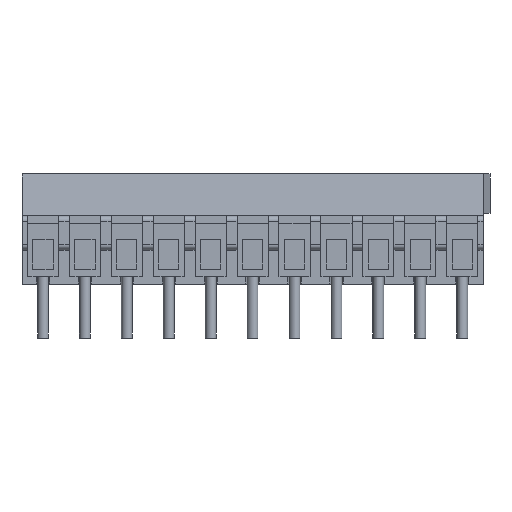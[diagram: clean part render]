
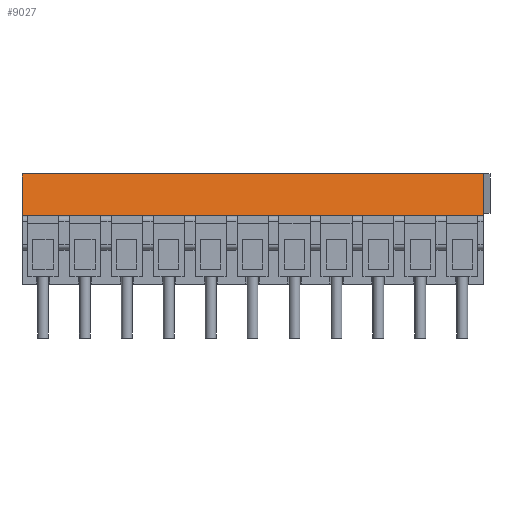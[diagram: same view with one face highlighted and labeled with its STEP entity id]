
A CAD part, front view. The second image highlights one B-rep face of the part: STEP entity #9027.
In plain terms, the highlighted planar face has unit normal (0, -0.985, 0.174).
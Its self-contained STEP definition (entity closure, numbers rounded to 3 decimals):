
#44 = PLANE('',#45);
#45 = AXIS2_PLACEMENT_3D('',#46,#47,#48);
#46 = CARTESIAN_POINT('',(-1.75,-0.574,4.593));
#47 = DIRECTION('',(-1.,-0.,-0.));
#48 = DIRECTION('',(0.,0.,-1.));
#2014 = PLANE('',#2015);
#2015 = AXIS2_PLACEMENT_3D('',#2016,#2017,#2018);
#2016 = CARTESIAN_POINT('',(36.75,-0.574,4.593));
#2017 = DIRECTION('',(1.,0.,0.));
#2018 = DIRECTION('',(0.,0.,1.));
#2198 = VERTEX_POINT('',#2199);
#2199 = CARTESIAN_POINT('',(-1.75,-3.45,5.7));
#2213 = PLANE('',#2214);
#2214 = AXIS2_PLACEMENT_3D('',#2215,#2216,#2217);
#2215 = CARTESIAN_POINT('',(17.5,-3.723,5.7));
#2216 = DIRECTION('',(0.,0.,1.));
#2217 = DIRECTION('',(0.,1.,0.));
#2225 = EDGE_CURVE('',#2226,#2198,#2228,.T.);
#2226 = VERTEX_POINT('',#2227);
#2227 = CARTESIAN_POINT('',(-1.75,-2.83,9.2));
#2228 = SURFACE_CURVE('',#2229,(#2233,#2240),.PCURVE_S1.);
#2229 = LINE('',#2230,#2231);
#2230 = CARTESIAN_POINT('',(-1.75,-2.83,9.2));
#2231 = VECTOR('',#2232,1.);
#2232 = DIRECTION('',(0.,-0.174,-0.985));
#2233 = PCURVE('',#44,#2234);
#2234 = DEFINITIONAL_REPRESENTATION('',(#2235),#2239);
#2235 = LINE('',#2236,#2237);
#2236 = CARTESIAN_POINT('',(-4.607,2.256));
#2237 = VECTOR('',#2238,1.);
#2238 = DIRECTION('',(0.985,0.174));
#2239 = ( GEOMETRIC_REPRESENTATION_CONTEXT(2)
PARAMETRIC_REPRESENTATION_CONTEXT() REPRESENTATION_CONTEXT('2D SPACE',''
) );
#2240 = PCURVE('',#2241,#2246);
#2241 = PLANE('',#2242);
#2242 = AXIS2_PLACEMENT_3D('',#2243,#2244,#2245);
#2243 = CARTESIAN_POINT('',(-1.75,-2.83,9.2));
#2244 = DIRECTION('',(0.,0.985,-0.174));
#2245 = DIRECTION('',(0.,-0.174,-0.985));
#2246 = DEFINITIONAL_REPRESENTATION('',(#2247),#2251);
#2247 = LINE('',#2248,#2249);
#2248 = CARTESIAN_POINT('',(0.,0.));
#2249 = VECTOR('',#2250,1.);
#2250 = DIRECTION('',(1.,0.));
#2251 = ( GEOMETRIC_REPRESENTATION_CONTEXT(2)
PARAMETRIC_REPRESENTATION_CONTEXT() REPRESENTATION_CONTEXT('2D SPACE',''
) );
#2269 = PLANE('',#2270);
#2270 = AXIS2_PLACEMENT_3D('',#2271,#2272,#2273);
#2271 = CARTESIAN_POINT('',(17.533,0.103,9.2));
#2272 = DIRECTION('',(0.,0.,1.));
#2273 = DIRECTION('',(0.,1.,0.));
#2869 = VERTEX_POINT('',#2870);
#2870 = CARTESIAN_POINT('',(36.75,-2.83,9.2));
#2891 = EDGE_CURVE('',#2869,#2892,#2894,.T.);
#2892 = VERTEX_POINT('',#2893);
#2893 = CARTESIAN_POINT('',(36.75,-3.45,5.7));
#2894 = SURFACE_CURVE('',#2895,(#2899,#2906),.PCURVE_S1.);
#2895 = LINE('',#2896,#2897);
#2896 = CARTESIAN_POINT('',(36.75,-2.83,9.2));
#2897 = VECTOR('',#2898,1.);
#2898 = DIRECTION('',(0.,-0.174,-0.985));
#2899 = PCURVE('',#2014,#2900);
#2900 = DEFINITIONAL_REPRESENTATION('',(#2901),#2905);
#2901 = LINE('',#2902,#2903);
#2902 = CARTESIAN_POINT('',(4.607,2.256));
#2903 = VECTOR('',#2904,1.);
#2904 = DIRECTION('',(-0.985,0.174));
#2905 = ( GEOMETRIC_REPRESENTATION_CONTEXT(2)
PARAMETRIC_REPRESENTATION_CONTEXT() REPRESENTATION_CONTEXT('2D SPACE',''
) );
#2906 = PCURVE('',#2241,#2907);
#2907 = DEFINITIONAL_REPRESENTATION('',(#2908),#2912);
#2908 = LINE('',#2909,#2910);
#2909 = CARTESIAN_POINT('',(0.,-38.5));
#2910 = VECTOR('',#2911,1.);
#2911 = DIRECTION('',(1.,0.));
#2912 = ( GEOMETRIC_REPRESENTATION_CONTEXT(2)
PARAMETRIC_REPRESENTATION_CONTEXT() REPRESENTATION_CONTEXT('2D SPACE',''
) );
#8269 = EDGE_CURVE('',#2226,#2869,#8270,.T.);
#8270 = SURFACE_CURVE('',#8271,(#8275,#8282),.PCURVE_S1.);
#8271 = LINE('',#8272,#8273);
#8272 = CARTESIAN_POINT('',(-1.75,-2.83,9.2));
#8273 = VECTOR('',#8274,1.);
#8274 = DIRECTION('',(1.,0.,0.));
#8275 = PCURVE('',#2269,#8276);
#8276 = DEFINITIONAL_REPRESENTATION('',(#8277),#8281);
#8277 = LINE('',#8278,#8279);
#8278 = CARTESIAN_POINT('',(-2.933,19.283));
#8279 = VECTOR('',#8280,1.);
#8280 = DIRECTION('',(0.,-1.));
#8281 = ( GEOMETRIC_REPRESENTATION_CONTEXT(2)
PARAMETRIC_REPRESENTATION_CONTEXT() REPRESENTATION_CONTEXT('2D SPACE',''
) );
#8282 = PCURVE('',#2241,#8283);
#8283 = DEFINITIONAL_REPRESENTATION('',(#8284),#8288);
#8284 = LINE('',#8285,#8286);
#8285 = CARTESIAN_POINT('',(0.,0.));
#8286 = VECTOR('',#8287,1.);
#8287 = DIRECTION('',(0.,-1.));
#8288 = ( GEOMETRIC_REPRESENTATION_CONTEXT(2)
PARAMETRIC_REPRESENTATION_CONTEXT() REPRESENTATION_CONTEXT('2D SPACE',''
) );
#9027 = ADVANCED_FACE('',(#9028),#2241,.F.);
#9028 = FACE_BOUND('',#9029,.F.);
#9029 = EDGE_LOOP('',(#9030,#9031,#9032,#9053));
#9030 = ORIENTED_EDGE('',*,*,#8269,.T.);
#9031 = ORIENTED_EDGE('',*,*,#2891,.T.);
#9032 = ORIENTED_EDGE('',*,*,#9033,.F.);
#9033 = EDGE_CURVE('',#2198,#2892,#9034,.T.);
#9034 = SURFACE_CURVE('',#9035,(#9039,#9046),.PCURVE_S1.);
#9035 = LINE('',#9036,#9037);
#9036 = CARTESIAN_POINT('',(-1.75,-3.45,5.7));
#9037 = VECTOR('',#9038,1.);
#9038 = DIRECTION('',(1.,0.,0.));
#9039 = PCURVE('',#2241,#9040);
#9040 = DEFINITIONAL_REPRESENTATION('',(#9041),#9045);
#9041 = LINE('',#9042,#9043);
#9042 = CARTESIAN_POINT('',(3.554,0.));
#9043 = VECTOR('',#9044,1.);
#9044 = DIRECTION('',(0.,-1.));
#9045 = ( GEOMETRIC_REPRESENTATION_CONTEXT(2)
PARAMETRIC_REPRESENTATION_CONTEXT() REPRESENTATION_CONTEXT('2D SPACE',''
) );
#9046 = PCURVE('',#2213,#9047);
#9047 = DEFINITIONAL_REPRESENTATION('',(#9048),#9052);
#9048 = LINE('',#9049,#9050);
#9049 = CARTESIAN_POINT('',(0.273,19.25));
#9050 = VECTOR('',#9051,1.);
#9051 = DIRECTION('',(0.,-1.));
#9052 = ( GEOMETRIC_REPRESENTATION_CONTEXT(2)
PARAMETRIC_REPRESENTATION_CONTEXT() REPRESENTATION_CONTEXT('2D SPACE',''
) );
#9053 = ORIENTED_EDGE('',*,*,#2225,.F.);
